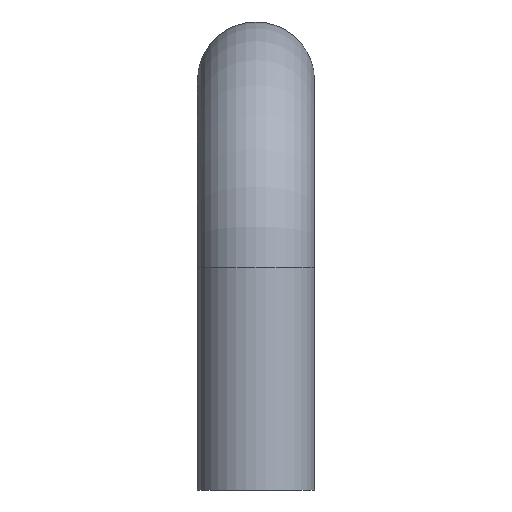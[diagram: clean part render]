
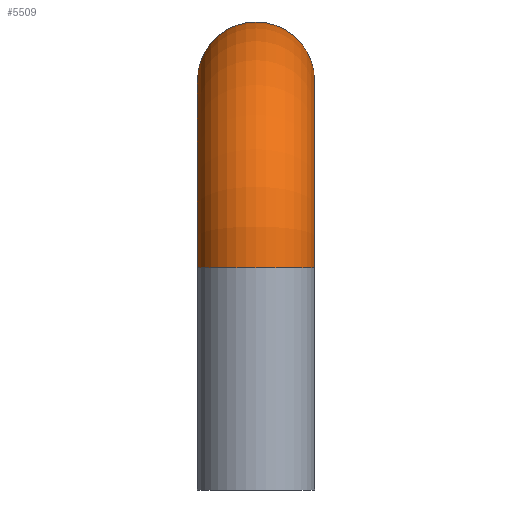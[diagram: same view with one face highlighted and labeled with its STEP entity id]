
A CAD part, left-side view. The second image highlights one B-rep face of the part: STEP entity #5509.
In plain terms, the highlighted toroidal (fillet/blend) face has major radius 16 mm and minor radius 5 mm.
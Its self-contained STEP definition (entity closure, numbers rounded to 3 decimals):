
#43 = CYLINDRICAL_SURFACE('',#44,5.);
#44 = AXIS2_PLACEMENT_3D('',#45,#46,#47);
#45 = CARTESIAN_POINT('',(-60.,0.,-9.5));
#46 = DIRECTION('',(-0.,-0.,-1.));
#47 = DIRECTION('',(1.,0.,0.));
#605 = EDGE_CURVE('',#606,#606,#608,.T.);
#606 = VERTEX_POINT('',#607);
#607 = CARTESIAN_POINT('',(-44.,0.,20.5));
#608 = SURFACE_CURVE('',#609,(#614,#626),.PCURVE_S1.);
#609 = CIRCLE('',#610,5.);
#610 = AXIS2_PLACEMENT_3D('',#611,#612,#613);
#611 = CARTESIAN_POINT('',(-44.,0.,25.5));
#612 = DIRECTION('',(-1.,0.,0.));
#613 = DIRECTION('',(0.,0.,-1.));
#614 = PCURVE('',#615,#620);
#615 = CYLINDRICAL_SURFACE('',#616,5.);
#616 = AXIS2_PLACEMENT_3D('',#617,#618,#619);
#617 = CARTESIAN_POINT('',(-44.,0.,25.5));
#618 = DIRECTION('',(-1.,-0.,-0.));
#619 = DIRECTION('',(0.,0.,-1.));
#620 = DEFINITIONAL_REPRESENTATION('',(#621),#625);
#621 = LINE('',#622,#623);
#622 = CARTESIAN_POINT('',(0.,0.));
#623 = VECTOR('',#624,1.);
#624 = DIRECTION('',(1.,0.));
#625 = ( GEOMETRIC_REPRESENTATION_CONTEXT(2) 
PARAMETRIC_REPRESENTATION_CONTEXT() REPRESENTATION_CONTEXT('2D SPACE',''
  ) );
#626 = PCURVE('',#627,#632);
#627 = TOROIDAL_SURFACE('',#628,16.,5.);
#628 = AXIS2_PLACEMENT_3D('',#629,#630,#631);
#629 = CARTESIAN_POINT('',(-44.,0.,9.5));
#630 = DIRECTION('',(0.,1.,0.));
#631 = DIRECTION('',(0.,-0.,1.));
#632 = DEFINITIONAL_REPRESENTATION('',(#633),#637);
#633 = LINE('',#634,#635);
#634 = CARTESIAN_POINT('',(6.283,3.142));
#635 = VECTOR('',#636,1.);
#636 = DIRECTION('',(0.,1.));
#637 = ( GEOMETRIC_REPRESENTATION_CONTEXT(2) 
PARAMETRIC_REPRESENTATION_CONTEXT() REPRESENTATION_CONTEXT('2D SPACE',''
  ) );
#5464 = EDGE_CURVE('',#5465,#5465,#5467,.T.);
#5465 = VERTEX_POINT('',#5466);
#5466 = CARTESIAN_POINT('',(-55.,0.,9.5));
#5467 = SURFACE_CURVE('',#5468,(#5473,#5480),.PCURVE_S1.);
#5468 = CIRCLE('',#5469,5.);
#5469 = AXIS2_PLACEMENT_3D('',#5470,#5471,#5472);
#5470 = CARTESIAN_POINT('',(-60.,0.,9.5));
#5471 = DIRECTION('',(0.,0.,-1.));
#5472 = DIRECTION('',(1.,0.,0.));
#5473 = PCURVE('',#43,#5474);
#5474 = DEFINITIONAL_REPRESENTATION('',(#5475),#5479);
#5475 = LINE('',#5476,#5477);
#5476 = CARTESIAN_POINT('',(0.,-19.));
#5477 = VECTOR('',#5478,1.);
#5478 = DIRECTION('',(1.,0.));
#5479 = ( GEOMETRIC_REPRESENTATION_CONTEXT(2) 
PARAMETRIC_REPRESENTATION_CONTEXT() REPRESENTATION_CONTEXT('2D SPACE',''
  ) );
#5480 = PCURVE('',#627,#5481);
#5481 = DEFINITIONAL_REPRESENTATION('',(#5482),#5486);
#5482 = LINE('',#5483,#5484);
#5483 = CARTESIAN_POINT('',(4.712,3.142));
#5484 = VECTOR('',#5485,1.);
#5485 = DIRECTION('',(0.,1.));
#5486 = ( GEOMETRIC_REPRESENTATION_CONTEXT(2) 
PARAMETRIC_REPRESENTATION_CONTEXT() REPRESENTATION_CONTEXT('2D SPACE',''
  ) );
#5509 = ADVANCED_FACE('',(#5510),#627,.T.);
#5510 = FACE_BOUND('',#5511,.T.);
#5511 = EDGE_LOOP('',(#5512,#5513,#5538,#5539));
#5512 = ORIENTED_EDGE('',*,*,#605,.T.);
#5513 = ORIENTED_EDGE('',*,*,#5514,.F.);
#5514 = EDGE_CURVE('',#5465,#606,#5515,.T.);
#5515 = SEAM_CURVE('',#5516,(#5524,#5531),.PCURVE_S1.);
#5516 = ( BOUNDED_CURVE() B_SPLINE_CURVE(6,(#5517,#5518,#5519,#5520,
#5521,#5522,#5523),.UNSPECIFIED.,.F.,.F.) B_SPLINE_CURVE_WITH_KNOTS((7,7
),(-1.571,0.),.PIECEWISE_BEZIER_KNOTS.) CURVE() 
GEOMETRIC_REPRESENTATION_ITEM() RATIONAL_B_SPLINE_CURVE((1.031,
    1.01,0.998,0.994,0.998,
1.01,1.031)) REPRESENTATION_ITEM('') );
#5517 = CARTESIAN_POINT('',(-55.,0.,9.5));
#5518 = CARTESIAN_POINT('',(-55.,0.,12.441));
#5519 = CARTESIAN_POINT('',(-54.065,0.,
    15.305));
#5520 = CARTESIAN_POINT('',(-52.271,0.,
    17.771));
#5521 = CARTESIAN_POINT('',(-49.805,0.,
    19.565));
#5522 = CARTESIAN_POINT('',(-46.941,0.,20.5));
#5523 = CARTESIAN_POINT('',(-44.,0.,20.5));
#5524 = PCURVE('',#627,#5525);
#5525 = DEFINITIONAL_REPRESENTATION('',(#5526),#5530);
#5526 = LINE('',#5527,#5528);
#5527 = CARTESIAN_POINT('',(6.283,9.425));
#5528 = VECTOR('',#5529,1.);
#5529 = DIRECTION('',(1.,0.));
#5530 = ( GEOMETRIC_REPRESENTATION_CONTEXT(2) 
PARAMETRIC_REPRESENTATION_CONTEXT() REPRESENTATION_CONTEXT('2D SPACE',''
  ) );
#5531 = PCURVE('',#627,#5532);
#5532 = DEFINITIONAL_REPRESENTATION('',(#5533),#5537);
#5533 = LINE('',#5534,#5535);
#5534 = CARTESIAN_POINT('',(6.283,3.142));
#5535 = VECTOR('',#5536,1.);
#5536 = DIRECTION('',(1.,0.));
#5537 = ( GEOMETRIC_REPRESENTATION_CONTEXT(2) 
PARAMETRIC_REPRESENTATION_CONTEXT() REPRESENTATION_CONTEXT('2D SPACE',''
  ) );
#5538 = ORIENTED_EDGE('',*,*,#5464,.F.);
#5539 = ORIENTED_EDGE('',*,*,#5514,.T.);
